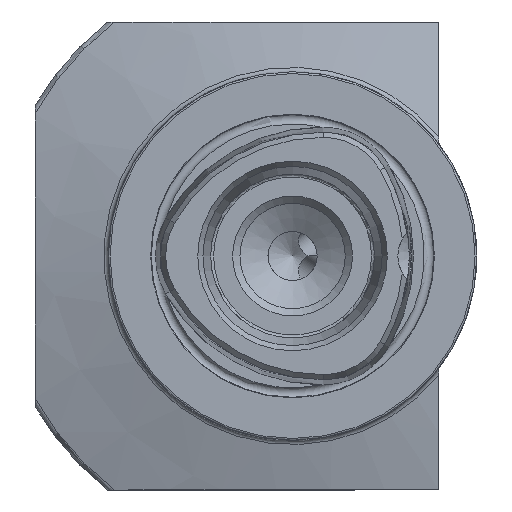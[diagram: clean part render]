
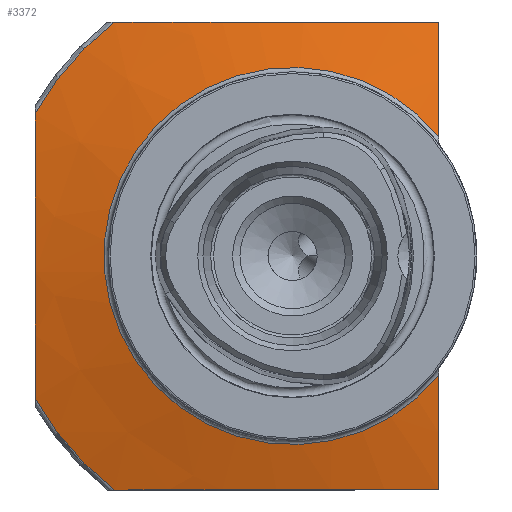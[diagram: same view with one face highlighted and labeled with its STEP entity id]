
A CAD part, left-side view. The second image highlights one B-rep face of the part: STEP entity #3372.
In plain terms, the highlighted conical face has half-angle 75 degrees and reference radius 50.259 mm.
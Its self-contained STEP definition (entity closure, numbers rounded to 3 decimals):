
#55 = CARTESIAN_POINT ( 'NONE',  ( 22.199, -25., 20.359 ) ) ;
#59 = CIRCLE ( 'NONE', #590, 32.241 ) ;
#61 = EDGE_CURVE ( 'NONE', #4996, #3503, #3589, .T. ) ;
#77 = B_SPLINE_CURVE_WITH_KNOTS ( 'NONE', 3,
 ( #1905, #4041, #5126, #4850, #2742, #394, #1142, #361, #2724, #4716 ),
 .UNSPECIFIED., .F., .F.,
 ( 4, 2, 2, 2, 4 ),
 ( 0.059, 0.072, 0.084, 0.096, 0.108 ),
 .UNSPECIFIED. ) ;
#89 = DIRECTION ( 'NONE',  ( 0., 0., 1. ) ) ;
#94 = CARTESIAN_POINT ( 'NONE',  ( 25.403, 18.925, 40. ) ) ;
#110 = CARTESIAN_POINT ( 'NONE',  ( 22.756, -25., 23.654 ) ) ;
#131 = CARTESIAN_POINT ( 'NONE',  ( 27.026, 0., 0. ) ) ;
#231 = CARTESIAN_POINT ( 'NONE',  ( 22.199, -25., -20.359 ) ) ;
#236 = ORIENTED_EDGE ( 'NONE', *, *, #609, .F. ) ;
#253 = B_SPLINE_CURVE_WITH_KNOTS ( 'NONE', 3,
 ( #3265, #4052, #896, #3645, #94, #4469, #462, #4415, #3676, #1648, #4033, #2896, #3661, #1268, #4070, #4449 ),
 .UNSPECIFIED., .F., .F.,
 ( 4, 2, 2, 2, 2, 2, 2, 4 ),
 ( 0.123, 0.13, 0.137, 0.151, 0.158, 0.165, 0.172, 0.179 ),
 .UNSPECIFIED. ) ;
#354 = CARTESIAN_POINT ( 'NONE',  ( 25.872, -22.696, -40. ) ) ;
#361 = CARTESIAN_POINT ( 'NONE',  ( 26.078, 44., 16.181 ) ) ;
#394 = CARTESIAN_POINT ( 'NONE',  ( 25.349, 44., 4.028 ) ) ;
#406 = CARTESIAN_POINT ( 'NONE',  ( 25.065, -15.753, -40. ) ) ;
#457 = CARTESIAN_POINT ( 'NONE',  ( 26.307, 25.831, -40. ) ) ;
#462 = CARTESIAN_POINT ( 'NONE',  ( 24.389, 7.397, 40. ) ) ;
#478 = CARTESIAN_POINT ( 'NONE',  ( 25.403, 18.925, -40. ) ) ;
#561 = DIRECTION ( 'NONE',  ( -1., 0., 0. ) ) ;
#590 = AXIS2_PLACEMENT_3D ( 'NONE', #3167, #2321, #2799 ) ;
#609 = EDGE_CURVE ( 'NONE', #3150, #3503, #77, .T. ) ;
#635 = CARTESIAN_POINT ( 'NONE',  ( 22.756, -25., -23.655 ) ) ;
#674 = AXIS2_PLACEMENT_3D ( 'NONE', #2836, #4854, #89 ) ;
#768 = CARTESIAN_POINT ( 'NONE',  ( 26.199, -25., -40. ) ) ;
#834 = CARTESIAN_POINT ( 'NONE',  ( 24.271, -1.849, -40. ) ) ;
#851 = VERTEX_POINT ( 'NONE', #1471 ) ;
#853 = CARTESIAN_POINT ( 'NONE',  ( 24.692, 12.012, -40. ) ) ;
#896 = CARTESIAN_POINT ( 'NONE',  ( 26.307, 25.831, 40. ) ) ;
#911 = CARTESIAN_POINT ( 'NONE',  ( 24.26, 0.464, -40. ) ) ;
#971 = VERTEX_POINT ( 'NONE', #1882 ) ;
#1132 = EDGE_CURVE ( 'NONE', #4996, #2709, #253, .T. ) ;
#1142 = CARTESIAN_POINT ( 'NONE',  ( 25.501, 44., 8.078 ) ) ;
#1221 = ORIENTED_EDGE ( 'NONE', *, *, #61, .T. ) ;
#1268 = CARTESIAN_POINT ( 'NONE',  ( 25.576, -20.386, 40. ) ) ;
#1332 = DIRECTION ( 'NONE',  ( 1., 0., 0. ) ) ;
#1345 = ORIENTED_EDGE ( 'NONE', *, *, #4402, .F. ) ;
#1392 = CARTESIAN_POINT ( 'NONE',  ( 26.199, -25., 40. ) ) ;
#1471 = CARTESIAN_POINT ( 'NONE',  ( 26.199, -25., -40. ) ) ;
#1552 = AXIS2_PLACEMENT_3D ( 'NONE', #2413, #1332, #4417 ) ;
#1563 = VERTEX_POINT ( 'NONE', #4849 ) ;
#1648 = CARTESIAN_POINT ( 'NONE',  ( 24.4, -6.478, 40. ) ) ;
#1663 = CARTESIAN_POINT ( 'NONE',  ( 24.4, -6.478, -40. ) ) ;
#1664 = EDGE_CURVE ( 'NONE', #3150, #971, #2126, .T. ) ;
#1715 = VERTEX_POINT ( 'NONE', #2110 ) ;
#1745 = DIRECTION ( 'NONE',  ( 0., 0., 1. ) ) ;
#1787 = CARTESIAN_POINT ( 'NONE',  ( 25.458, -25., 36.741 ) ) ;
#1807 = CARTESIAN_POINT ( 'NONE',  ( 26.199, -25., -40. ) ) ;
#1822 = CARTESIAN_POINT ( 'NONE',  ( 25.458, -25., -36.742 ) ) ;
#1869 = CARTESIAN_POINT ( 'NONE',  ( 27.026, 44., -24.289 ) ) ;
#1882 = CARTESIAN_POINT ( 'NONE',  ( 27.026, 30.429, -40. ) ) ;
#1905 = CARTESIAN_POINT ( 'NONE',  ( 27.026, 44., -24.289 ) ) ;
#1983 = CARTESIAN_POINT ( 'NONE',  ( 24.517, -8.794, -40. ) ) ;
#2088 = CARTESIAN_POINT ( 'NONE',  ( 24.389, 7.397, -40. ) ) ;
#2110 = CARTESIAN_POINT ( 'NONE',  ( 22.199, -25., 20.359 ) ) ;
#2126 = CIRCLE ( 'NONE', #4238, 50.259 ) ;
#2263 = ORIENTED_EDGE ( 'NONE', *, *, #4997, .F. ) ;
#2294 = CONICAL_SURFACE ( 'NONE', #1552, 50.259, 1.309 ) ;
#2321 = DIRECTION ( 'NONE',  ( -1., 0., 0. ) ) ;
#2346 = EDGE_CURVE ( 'NONE', #851, #971, #3789, .T. ) ;
#2413 = CARTESIAN_POINT ( 'NONE',  ( 27.026, 0., 0. ) ) ;
#2709 = VERTEX_POINT ( 'NONE', #5077 ) ;
#2724 = CARTESIAN_POINT ( 'NONE',  ( 26.501, 44., 20.234 ) ) ;
#2734 = CARTESIAN_POINT ( 'NONE',  ( 24.741, -25., 33.478 ) ) ;
#2742 = CARTESIAN_POINT ( 'NONE',  ( 25.35, 44., -4.068 ) ) ;
#2799 = DIRECTION ( 'NONE',  ( 0., 0., 1. ) ) ;
#2836 = CARTESIAN_POINT ( 'NONE',  ( 27.026, 0., 0. ) ) ;
#2894 = CARTESIAN_POINT ( 'NONE',  ( 27.026, 30.429, -40. ) ) ;
#2896 = CARTESIAN_POINT ( 'NONE',  ( 24.85, -13.43, 40. ) ) ;
#2989 = B_SPLINE_CURVE_WITH_KNOTS ( 'NONE', 3,
 ( #231, #635, #4208, #5056, #1822, #1807 ),
 .UNSPECIFIED., .F., .F.,
 ( 4, 2, 4 ),
 ( 0.11, 0.12, 0.13 ),
 .UNSPECIFIED. ) ;
#3150 = VERTEX_POINT ( 'NONE', #1869 ) ;
#3167 = CARTESIAN_POINT ( 'NONE',  ( 22.199, 0., 0. ) ) ;
#3265 = CARTESIAN_POINT ( 'NONE',  ( 27.026, 30.429, 40. ) ) ;
#3372 = ADVANCED_FACE ( 'NONE', ( #5102 ), #2294, .T. ) ;
#3503 = VERTEX_POINT ( 'NONE', #4167 ) ;
#3589 = CIRCLE ( 'NONE', #674, 50.259 ) ;
#3642 = CARTESIAN_POINT ( 'NONE',  ( 25.682, 21.228, -40. ) ) ;
#3645 = CARTESIAN_POINT ( 'NONE',  ( 25.682, 21.228, 40. ) ) ;
#3661 = CARTESIAN_POINT ( 'NONE',  ( 25.065, -15.753, 40. ) ) ;
#3672 = ORIENTED_EDGE ( 'NONE', *, *, #1132, .F. ) ;
#3676 = CARTESIAN_POINT ( 'NONE',  ( 24.271, -1.849, 40. ) ) ;
#3751 = ORIENTED_EDGE ( 'NONE', *, *, #1664, .T. ) ;
#3789 = B_SPLINE_CURVE_WITH_KNOTS ( 'NONE', 3,
 ( #768, #354, #4740, #406, #4392, #1983, #1663, #834, #911, #2088, #853, #478, #3642, #457, #4465, #2894 ),
 .UNSPECIFIED., .F., .F.,
 ( 4, 2, 2, 2, 2, 2, 2, 4 ),
 ( 0.035, 0.042, 0.049, 0.056, 0.063, 0.077, 0.084, 0.091 ),
 .UNSPECIFIED. ) ;
#3879 = CARTESIAN_POINT ( 'NONE',  ( 27.026, 30.429, 40. ) ) ;
#4033 = CARTESIAN_POINT ( 'NONE',  ( 24.517, -8.794, 40. ) ) ;
#4041 = CARTESIAN_POINT ( 'NONE',  ( 26.503, 44., -20.247 ) ) ;
#4052 = CARTESIAN_POINT ( 'NONE',  ( 26.654, 28.133, 40. ) ) ;
#4070 = CARTESIAN_POINT ( 'NONE',  ( 25.872, -22.696, 40. ) ) ;
#4162 = EDGE_CURVE ( 'NONE', #1715, #1563, #59, .T. ) ;
#4167 = CARTESIAN_POINT ( 'NONE',  ( 27.026, 44., 24.289 ) ) ;
#4208 = CARTESIAN_POINT ( 'NONE',  ( 23.391, -25., -26.935 ) ) ;
#4223 = ORIENTED_EDGE ( 'NONE', *, *, #2346, .F. ) ;
#4238 = AXIS2_PLACEMENT_3D ( 'NONE', #131, #561, #1745 ) ;
#4392 = CARTESIAN_POINT ( 'NONE',  ( 24.85, -13.43, -40. ) ) ;
#4402 = EDGE_CURVE ( 'NONE', #2709, #1715, #4556, .T. ) ;
#4415 = CARTESIAN_POINT ( 'NONE',  ( 24.26, 0.464, 40. ) ) ;
#4417 = DIRECTION ( 'NONE',  ( 0., 0., -1. ) ) ;
#4449 = CARTESIAN_POINT ( 'NONE',  ( 26.199, -25., 40. ) ) ;
#4465 = CARTESIAN_POINT ( 'NONE',  ( 26.654, 28.133, -40. ) ) ;
#4467 = CARTESIAN_POINT ( 'NONE',  ( 23.39, -25., 26.934 ) ) ;
#4469 = CARTESIAN_POINT ( 'NONE',  ( 24.692, 12.012, 40. ) ) ;
#4556 = B_SPLINE_CURVE_WITH_KNOTS ( 'NONE', 3,
 ( #1392, #1787, #2734, #4467, #110, #55 ),
 .UNSPECIFIED., .F., .F.,
 ( 4, 2, 4 ),
 ( 0.049, 0.06, 0.07 ),
 .UNSPECIFIED. ) ;
#4592 = EDGE_LOOP ( 'NONE', ( #236, #3751, #4223, #2263, #4829, #1345, #3672, #1221 ) ) ;
#4716 = CARTESIAN_POINT ( 'NONE',  ( 27.026, 44., 24.289 ) ) ;
#4740 = CARTESIAN_POINT ( 'NONE',  ( 25.576, -20.386, -40. ) ) ;
#4829 = ORIENTED_EDGE ( 'NONE', *, *, #4162, .F. ) ;
#4849 = CARTESIAN_POINT ( 'NONE',  ( 22.199, -25., -20.359 ) ) ;
#4850 = CARTESIAN_POINT ( 'NONE',  ( 25.503, 44., -8.115 ) ) ;
#4854 = DIRECTION ( 'NONE',  ( -1., 0., 0. ) ) ;
#4996 = VERTEX_POINT ( 'NONE', #3879 ) ;
#4997 = EDGE_CURVE ( 'NONE', #1563, #851, #2989, .T. ) ;
#5056 = CARTESIAN_POINT ( 'NONE',  ( 24.741, -25., -33.479 ) ) ;
#5077 = CARTESIAN_POINT ( 'NONE',  ( 26.199, -25., 40. ) ) ;
#5102 = FACE_OUTER_BOUND ( 'NONE', #4592, .T. ) ;
#5126 = CARTESIAN_POINT ( 'NONE',  ( 26.08, 44., -16.204 ) ) ;
